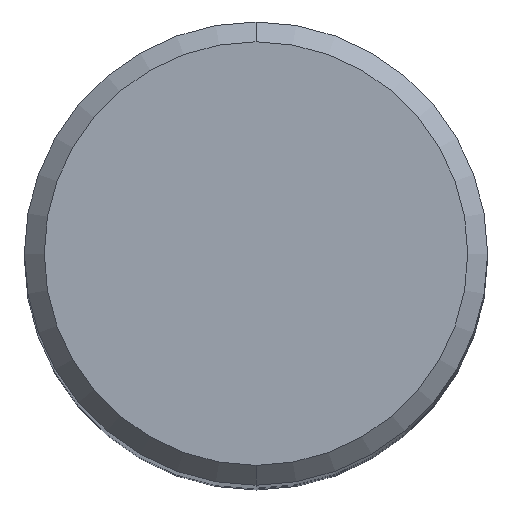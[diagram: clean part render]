
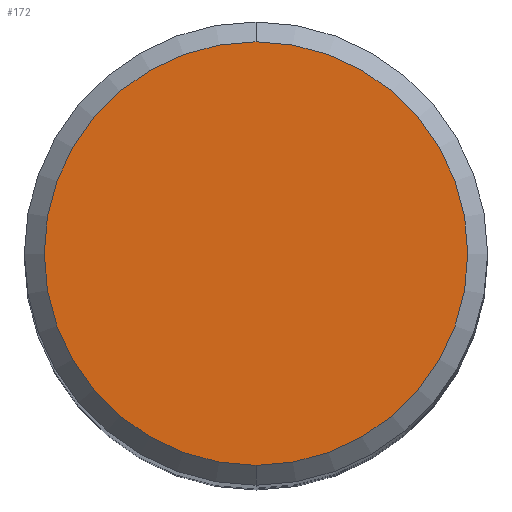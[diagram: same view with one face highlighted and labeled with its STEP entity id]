
A CAD part, top view. The second image highlights one B-rep face of the part: STEP entity #172.
In plain terms, the highlighted planar face has unit normal (0, 0, 1).
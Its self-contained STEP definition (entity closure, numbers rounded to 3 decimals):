
#92=EDGE_CURVE('',#112,#124,#229,.T.);
#112=VERTEX_POINT('',#250);
#124=VERTEX_POINT('',#262);
#150=EDGE_CURVE('',#124,#112,#291,.T.);
#172=ADVANCED_FACE('',(#316),#317,.T.);
#229=CIRCLE('',#375,6.4);
#250=CARTESIAN_POINT('',(0.,-6.4,0.0));
#262=CARTESIAN_POINT('',(0.0,6.4,0.0));
#291=CIRCLE('',#453,6.4);
#316=FACE_OUTER_BOUND('',#488,.T.);
#317=PLANE('',#489);
#375=AXIS2_PLACEMENT_3D('',#542,#543,#544);
#453=AXIS2_PLACEMENT_3D('',#597,#598,#599);
#488=EDGE_LOOP('',(#633,#634));
#489=AXIS2_PLACEMENT_3D('',#635,#636,#637);
#542=CARTESIAN_POINT('',(0.0,0.0,0.0));
#543=DIRECTION('',(0.0,0.0,-1.0));
#544=DIRECTION('',(0.0,1.0,0.0));
#597=CARTESIAN_POINT('',(0.0,0.0,0.0));
#598=DIRECTION('',(0.0,0.0,-1.0));
#599=DIRECTION('',(0.0,1.0,0.0));
#633=ORIENTED_EDGE('',*,*,#150,.F.);
#634=ORIENTED_EDGE('',*,*,#92,.F.);
#635=CARTESIAN_POINT('',(0.0,3.2,0.0));
#636=DIRECTION('',(-0.0,0.0,1.0));
#637=DIRECTION('',(0.0,-1.0,0.0));
